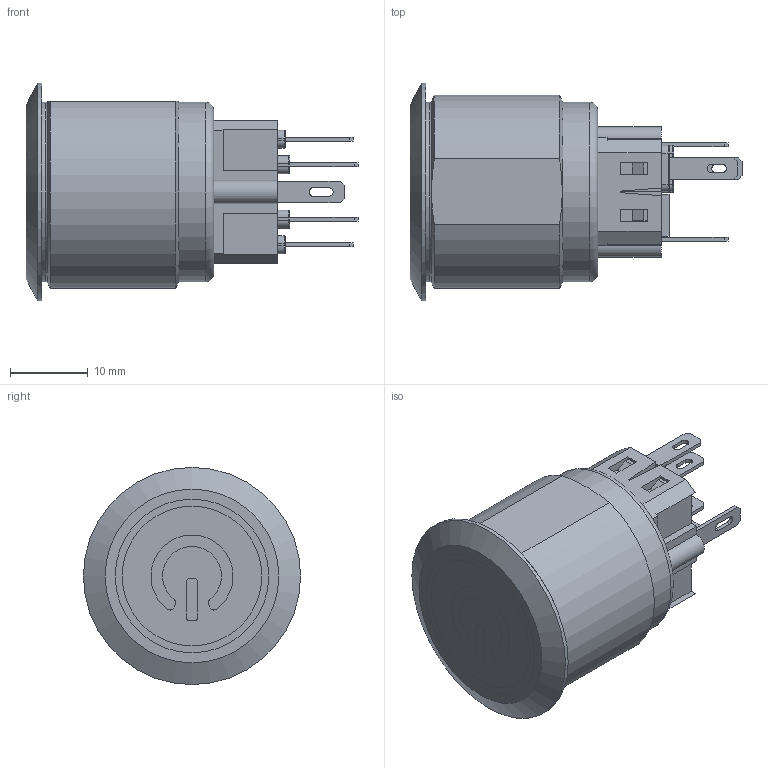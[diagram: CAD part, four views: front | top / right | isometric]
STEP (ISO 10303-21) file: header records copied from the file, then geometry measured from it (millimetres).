
FILE_DESCRIPTION(/* description */ (''),/* implementation_level */ '2;1');
FILE_NAME(/* name */ 'PV8F2Y0xx-3xx-M14.stp',/* time_stamp */ '2024-04-17T13:21:18-05:00',/* author */ ('mwilliams'),/* organization */ (''),/* preprocessor_version */ 'ST-DEVELOPER v18.1',/* originating_system */ 'Autodesk Inventor 2022',/* authorisation */ '');
FILE_SCHEMA (('AUTOMOTIVE_DESIGN { 1 0 10303 214 3 1 1 }'));
Length unit declared in the file: millimetre
Products named in the file (1): PV8F2Y0xx-3xx-M14
Bounding box: 42.8 x 28 x 28 mm (x, y, z)
Volume: 13414.4 mm3; surface area: 4404.4 mm2
Topology: 1 solids, 1 shells, 281 faces, 740 edges, 468 vertices
Faces by surface type: plane 204, cylinder 56, torus 18, cone 3
Full cylindrical faces by diameter (mm): 1.75 x1, 21 x1, 23.1 x2, 28 x1
Entity records: 8639 total; most frequent: CARTESIAN_POINT 1498, ORIENTED_EDGE 1480, DIRECTION 1464, EDGE_CURVE 740, LINE 572, VECTOR 572, VERTEX_POINT 468, AXIS2_PLACEMENT_3D 446
